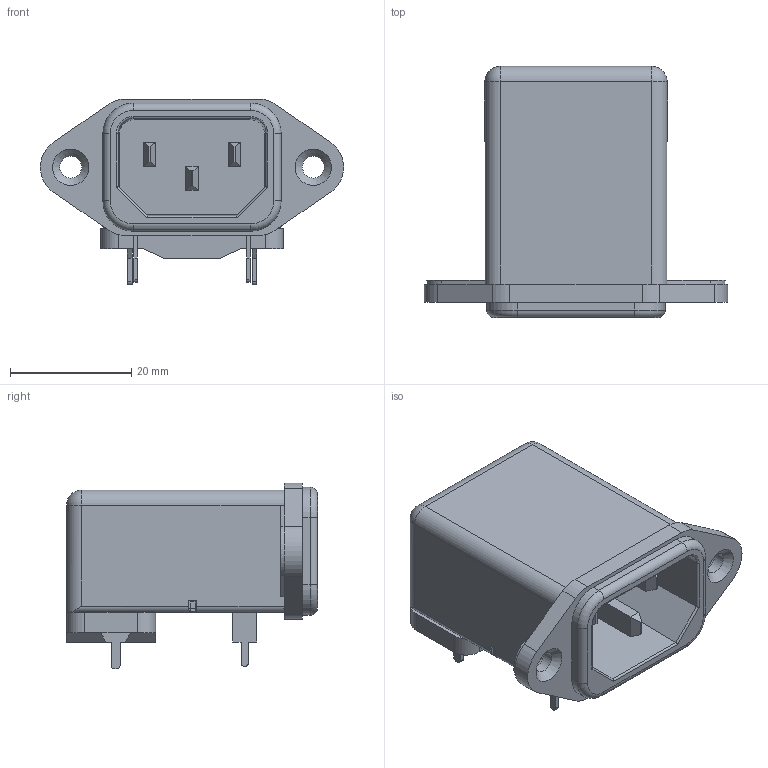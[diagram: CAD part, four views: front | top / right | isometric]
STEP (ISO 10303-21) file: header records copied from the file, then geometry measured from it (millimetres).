
FILE_DESCRIPTION(/* description */ (''),/* implementation_level */ '2;1');
FILE_NAME(/* name */ 'ROXBURGH_RIX0142P.stp',/* time_stamp */ '2016-01-13T13:18:57+01:00',/* author */ ('riccim'),/* organization */ ('Bitz'),/* preprocessor_version */ 'ST-DEVELOPER v15.5',/* originating_system */ 'AutoCAD Mechanical',/* authorisation */ '');
FILE_SCHEMA (('AUTOMOTIVE_DESIGN { 1 0 10303 214 3 1 1 }'));
Length unit declared in the file: millimetre
Products named in the file (2): Enclosure D2; Product
Bounding box: 50 x 41.4 x 30.68 mm (x, y, z)
Volume: 8979.7 mm3; surface area: 14388.9 mm2
Topology: 8 solids, 8 shells, 357 faces, 944 edges, 602 vertices
Faces by surface type: plane 264, cylinder 79, torus 6, sphere 4, cone 2, bspline 2
Full cylindrical faces by diameter (mm): 3.6 x2, 4.5 x2
Entity records: 11039 total; most frequent: CARTESIAN_POINT 2076, ORIENTED_EDGE 1864, DIRECTION 1796, EDGE_CURVE 932, LINE 760, VECTOR 760, VERTEX_POINT 600, AXIS2_PLACEMENT_3D 518
